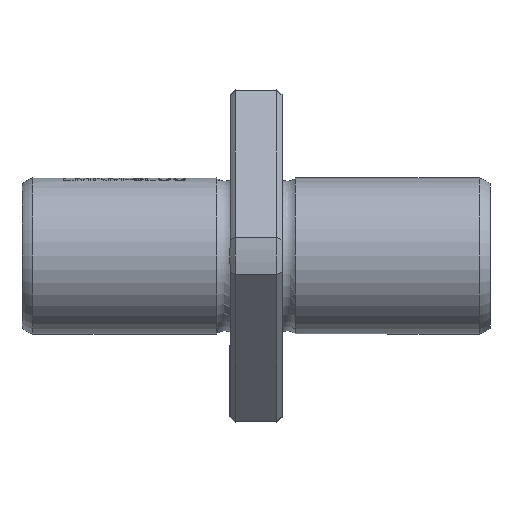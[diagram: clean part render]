
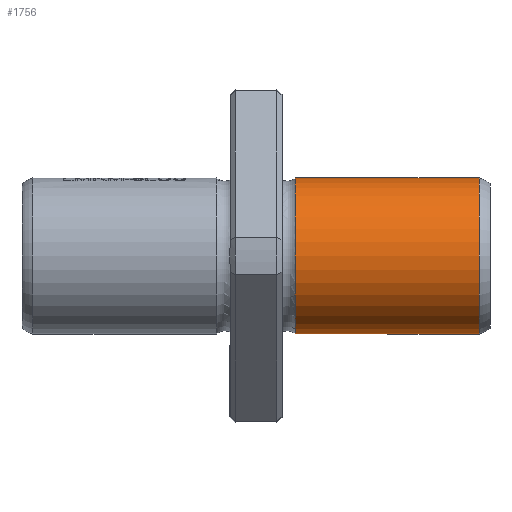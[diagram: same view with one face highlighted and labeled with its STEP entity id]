
A CAD part, front view. The second image highlights one B-rep face of the part: STEP entity #1756.
In plain terms, the highlighted cylindrical face has radius 7.5 mm (diameter 15 mm), a full revolution.
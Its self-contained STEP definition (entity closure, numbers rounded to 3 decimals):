
#551=FACE_BOUND('',#2585,.T.);
#552=FACE_BOUND('',#2586,.T.);
#1707=CYLINDRICAL_SURFACE('',#7391,7.5);
#1756=ADVANCED_FACE('',(#551,#552),#1707,.T.);
#2585=EDGE_LOOP('',(#3890,#3891));
#2586=EDGE_LOOP('',(#3892));
#3890=ORIENTED_EDGE('',*,*,#6568,.T.);
#3891=ORIENTED_EDGE('',*,*,#6567,.T.);
#3892=ORIENTED_EDGE('',*,*,#6580,.F.);
#5864=VERTEX_POINT('',#11000);
#5865=VERTEX_POINT('',#11001);
#5876=VERTEX_POINT('',#11109);
#6567=EDGE_CURVE('',#5864,#5865,#7278,.T.);
#6568=EDGE_CURVE('',#5865,#5864,#7279,.T.);
#6580=EDGE_CURVE('',#5876,#5876,#7281,.T.);
#7278=CIRCLE('',#7381,7.5);
#7279=CIRCLE('',#7382,7.5);
#7281=CIRCLE('',#7390,7.5);
#7381=AXIS2_PLACEMENT_3D('',#10999,#8019,#8020);
#7382=AXIS2_PLACEMENT_3D('',#11002,#8021,#8022);
#7390=AXIS2_PLACEMENT_3D('',#11108,#8037,#8038);
#7391=AXIS2_PLACEMENT_3D('',#11110,#8039,#8040);
#8019=DIRECTION('',(-1.,0.,0.));
#8020=DIRECTION('',(0.,0.,1.));
#8021=DIRECTION('',(-1.,0.,0.));
#8022=DIRECTION('',(0.,0.,1.));
#8037=DIRECTION('',(-1.,0.,0.));
#8038=DIRECTION('',(0.,0.,1.));
#8039=DIRECTION('',(1.,0.,0.));
#8040=DIRECTION('',(0.,0.,-1.));
#10999=CARTESIAN_POINT('',(23.968,0.,0.));
#11000=CARTESIAN_POINT('',(23.968,0.,7.5));
#11001=CARTESIAN_POINT('',(23.968,0.,-7.5));
#11002=CARTESIAN_POINT('',(23.968,0.,0.));
#11108=CARTESIAN_POINT('',(6.294,0.,0.));
#11109=CARTESIAN_POINT('',(6.294,0.,7.5));
#11110=CARTESIAN_POINT('',(6.631,0.,0.));
